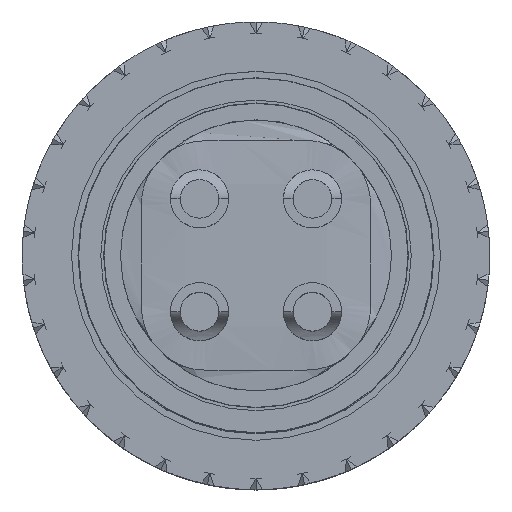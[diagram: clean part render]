
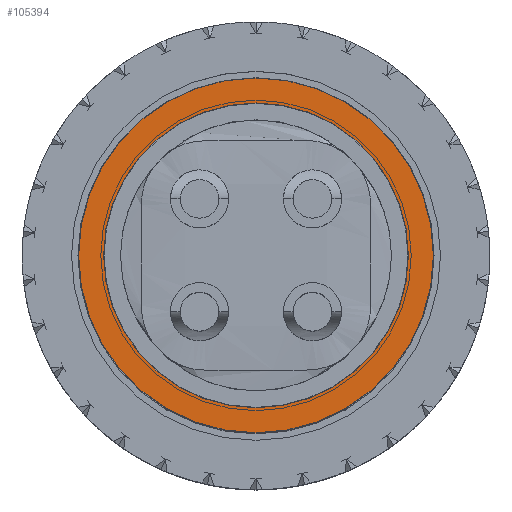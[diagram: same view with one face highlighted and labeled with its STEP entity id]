
A CAD part, top view. The second image highlights one B-rep face of the part: STEP entity #105394.
In plain terms, the highlighted planar face has unit normal (0, 0, 1).
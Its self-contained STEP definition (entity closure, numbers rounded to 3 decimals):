
#789 = DIRECTION ( 'NONE',  ( 1., 0., 0. ) ) ;
#8177 = DIRECTION ( 'NONE',  ( 1., 0., 0. ) ) ;
#17190 = PLANE ( 'NONE',  #66974 ) ;
#23380 = VERTEX_POINT ( 'NONE', #23630 ) ;
#23534 = AXIS2_PLACEMENT_3D ( 'NONE', #87222, #86050, #78819 ) ;
#23630 = CARTESIAN_POINT ( 'NONE',  ( -4.725, 0., 8.7 ) ) ;
#25640 = ORIENTED_EDGE ( 'NONE', *, *, #53381, .T. ) ;
#26203 = VERTEX_POINT ( 'NONE', #38533 ) ;
#28583 = DIRECTION ( 'NONE',  ( 1., 0., 0. ) ) ;
#29125 = FACE_OUTER_BOUND ( 'NONE', #118367, .T. ) ;
#29546 = AXIS2_PLACEMENT_3D ( 'NONE', #33417, #70103, #44783 ) ;
#30363 = DIRECTION ( 'NONE',  ( 0., 0., -1. ) ) ;
#31408 = ORIENTED_EDGE ( 'NONE', *, *, #40498, .T. ) ;
#33417 = CARTESIAN_POINT ( 'NONE',  ( 0., 0., 8.7 ) ) ;
#38533 = CARTESIAN_POINT ( 'NONE',  ( -5.5, 0., 8.7 ) ) ;
#40498 = EDGE_CURVE ( 'NONE', #41722, #23380, #46529, .T. ) ;
#41722 = VERTEX_POINT ( 'NONE', #112872 ) ;
#42162 = CARTESIAN_POINT ( 'NONE',  ( 5.5, 0., 8.7 ) ) ;
#44783 = DIRECTION ( 'NONE',  ( 1., 0., 0. ) ) ;
#46529 = CIRCLE ( 'NONE', #23534, 4.725 ) ;
#48682 = VERTEX_POINT ( 'NONE', #42162 ) ;
#51859 = CARTESIAN_POINT ( 'NONE',  ( 0., 0., 8.7 ) ) ;
#53381 = EDGE_CURVE ( 'NONE', #23380, #41722, #85233, .T. ) ;
#53820 = CARTESIAN_POINT ( 'NONE',  ( 0., 0., 8.7 ) ) ;
#60703 = ORIENTED_EDGE ( 'NONE', *, *, #103633, .F. ) ;
#61203 = AXIS2_PLACEMENT_3D ( 'NONE', #51859, #82456, #789 ) ;
#64648 = FACE_BOUND ( 'NONE', #69071, .T. ) ;
#66974 = AXIS2_PLACEMENT_3D ( 'NONE', #53820, #90480, #8177 ) ;
#69071 = EDGE_LOOP ( 'NONE', ( #31408, #25640 ) ) ;
#70103 = DIRECTION ( 'NONE',  ( 0., 0., -1. ) ) ;
#72460 = ORIENTED_EDGE ( 'NONE', *, *, #79758, .F. ) ;
#76039 = CARTESIAN_POINT ( 'NONE',  ( 0., 0., 8.7 ) ) ;
#78819 = DIRECTION ( 'NONE',  ( 1., 0., 0. ) ) ;
#79758 = EDGE_CURVE ( 'NONE', #26203, #48682, #114316, .T. ) ;
#82456 = DIRECTION ( 'NONE',  ( 0., 0., -1. ) ) ;
#85233 = CIRCLE ( 'NONE', #29546, 4.725 ) ;
#86050 = DIRECTION ( 'NONE',  ( 0., 0., -1. ) ) ;
#87222 = CARTESIAN_POINT ( 'NONE',  ( 0., 0., 8.7 ) ) ;
#90480 = DIRECTION ( 'NONE',  ( 0., 0., 1. ) ) ;
#91310 = AXIS2_PLACEMENT_3D ( 'NONE', #76039, #30363, #28583 ) ;
#91903 = CIRCLE ( 'NONE', #61203, 5.5 ) ;
#103633 = EDGE_CURVE ( 'NONE', #48682, #26203, #91903, .T. ) ;
#105394 = ADVANCED_FACE ( 'NONE', ( #64648, #29125 ), #17190, .T. ) ;
#112872 = CARTESIAN_POINT ( 'NONE',  ( 4.725, 0., 8.7 ) ) ;
#114316 = CIRCLE ( 'NONE', #91310, 5.5 ) ;
#118367 = EDGE_LOOP ( 'NONE', ( #60703, #72460 ) ) ;
